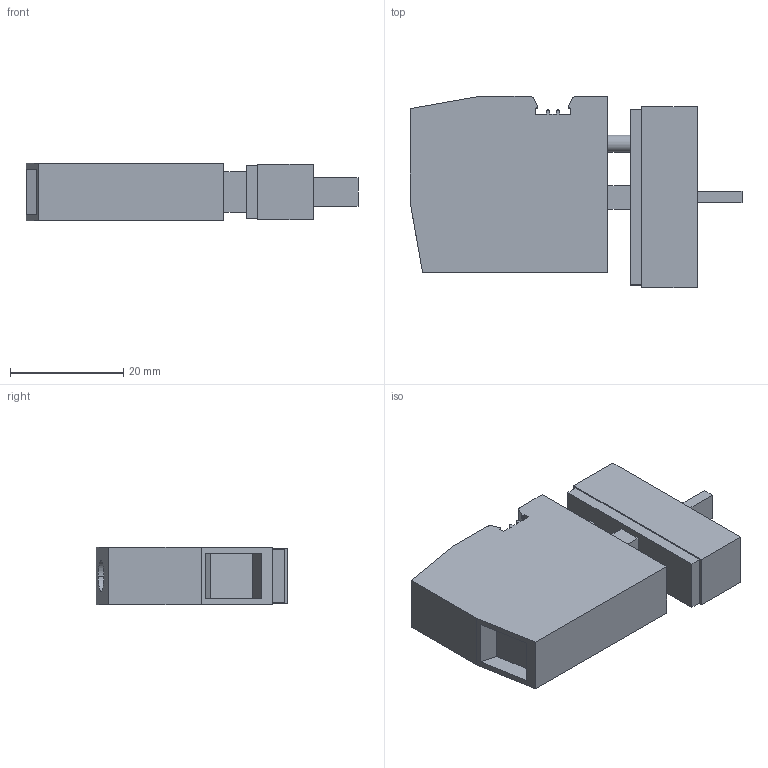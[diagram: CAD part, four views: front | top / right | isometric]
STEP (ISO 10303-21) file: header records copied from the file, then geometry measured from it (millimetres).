
FILE_DESCRIPTION(('SolidDesigner STEP Export'),'2;1');
FILE_NAME('0717393_HDFK_10_VP_HV_SELECT.stp','2008-10-22T11:16:07',(''),(''),'OneSpace Designer STEP processor for AP214 (Solid Model)','OneSpace Designer 14.50 18-Oct-2006 (C) CoCreate Software GmbH','');
FILE_SCHEMA(('AUTOMOTIVE_DESIGN { 1 0 10303 214 1 1 1 1 }'));
Length unit declared in the file: millimetre
Products named in the file (2): 0717393_HDFK_10_VP_HV_SELECT
Assembly tree (1 placements, depth 2):
  0717393_HDFK_10_VP_HV_SELECT
    0717393_HDFK_10_VP_HV_SELECT
Bounding box: 58.73 x 33.9 x 10.1 mm (x, y, z)
Volume: 14136.9 mm3; surface area: 5419.8 mm2
Topology: 1 solids, 2 shells, 64 faces, 160 edges, 106 vertices
Faces by surface type: plane 50, cylinder 14
Entity records: 2264 total; most frequent: ORIENTED_EDGE 324, CARTESIAN_POINT 316, DIRECTION 287, EDGE_CURVE 160, VECTOR 133, LINE 133, VERTEX_POINT 106, AXIS2_PLACEMENT_3D 77
